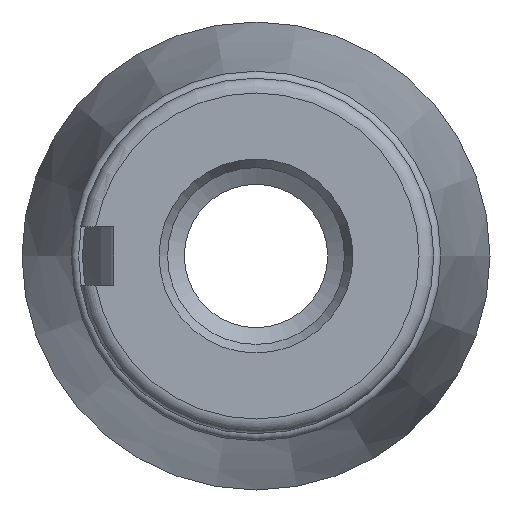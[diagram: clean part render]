
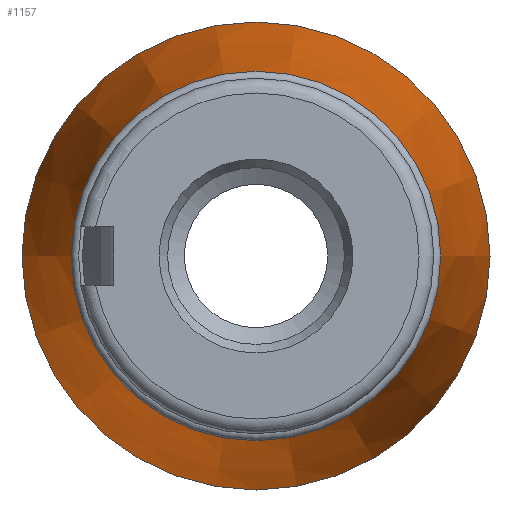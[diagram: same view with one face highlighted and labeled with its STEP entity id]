
A CAD part, left-side view. The second image highlights one B-rep face of the part: STEP entity #1157.
In plain terms, the highlighted conical face has half-angle 8.425 degrees and reference radius 14.172 mm.
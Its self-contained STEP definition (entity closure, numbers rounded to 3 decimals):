
#163=FACE_OUTER_BOUND('',#236,.T.);
#236=EDGE_LOOP('',(#838,#839,#840,#841,#842));
#301=LINE('',#1881,#358);
#358=VECTOR('',#1519,14.172);
#425=CIRCLE('',#1293,15.875);
#429=CIRCLE('',#1301,12.532);
#430=CIRCLE('',#1302,12.532);
#505=VERTEX_POINT('',#1855);
#509=VERTEX_POINT('',#1870);
#510=VERTEX_POINT('',#1871);
#626=EDGE_CURVE('',#505,#505,#425,.T.);
#632=EDGE_CURVE('',#509,#510,#429,.T.);
#633=EDGE_CURVE('',#510,#509,#430,.T.);
#637=EDGE_CURVE('',#505,#510,#301,.T.);
#838=ORIENTED_EDGE('',*,*,#626,.F.);
#839=ORIENTED_EDGE('',*,*,#637,.T.);
#840=ORIENTED_EDGE('',*,*,#632,.F.);
#841=ORIENTED_EDGE('',*,*,#633,.F.);
#842=ORIENTED_EDGE('',*,*,#637,.F.);
#1134=CONICAL_SURFACE('',#1307,14.172,0.147);
#1157=ADVANCED_FACE('',(#163),#1134,.T.);
#1293=AXIS2_PLACEMENT_3D('',#1857,#1487,#1488);
#1301=AXIS2_PLACEMENT_3D('',#1872,#1505,#1506);
#1302=AXIS2_PLACEMENT_3D('',#1873,#1507,#1508);
#1307=AXIS2_PLACEMENT_3D('',#1880,#1517,#1518);
#1487=DIRECTION('center_axis',(1.,0.,0.));
#1488=DIRECTION('ref_axis',(0.,0.,-1.));
#1505=DIRECTION('center_axis',(-1.,0.,0.));
#1506=DIRECTION('ref_axis',(0.,-1.,0.));
#1507=DIRECTION('center_axis',(-1.,0.,0.));
#1508=DIRECTION('ref_axis',(0.,-1.,0.));
#1517=DIRECTION('center_axis',(1.,0.,0.));
#1518=DIRECTION('ref_axis',(0.,1.,0.));
#1519=DIRECTION('',(-0.989,0.147,0.));
#1855=CARTESIAN_POINT('',(0.,-15.875,0.));
#1857=CARTESIAN_POINT('Origin',(0.,0.,0.));
#1870=CARTESIAN_POINT('',(-22.573,0.,12.532));
#1871=CARTESIAN_POINT('',(-22.573,-12.532,0.));
#1872=CARTESIAN_POINT('Origin',(-22.573,0.,
0.));
#1873=CARTESIAN_POINT('Origin',(-22.573,0.,
0.));
#1880=CARTESIAN_POINT('Origin',(-11.5,0.,0.));
#1881=CARTESIAN_POINT('',(-11.5,-14.172,0.));
